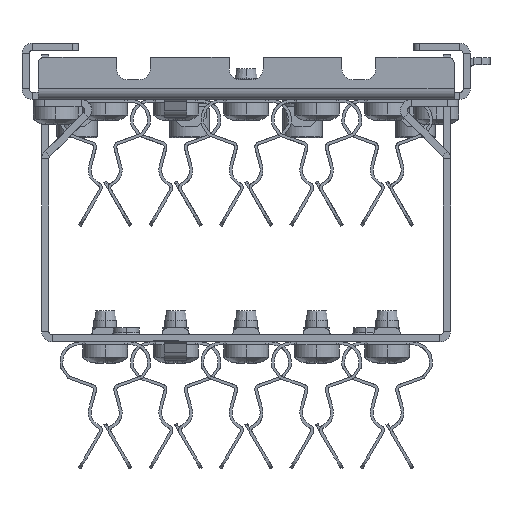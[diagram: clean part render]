
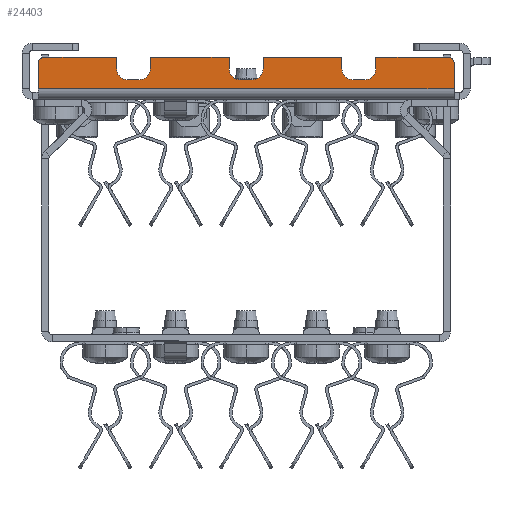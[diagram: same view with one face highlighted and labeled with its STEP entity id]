
A CAD part, front view. The second image highlights one B-rep face of the part: STEP entity #24403.
In plain terms, the highlighted face is planar.
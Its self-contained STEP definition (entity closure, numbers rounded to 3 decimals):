
#18326=DIRECTION('',(-1.,0.,0.));
#18327=VECTOR('',#18326,73.75);
#18328=CARTESIAN_POINT('',(36.875,61.125,-1.875));
#18329=LINE('',#18328,#18327);
#18344=DIRECTION('',(1.,0.,0.));
#18345=VECTOR('',#18344,2.);
#18346=CARTESIAN_POINT('',(-21.,61.125,-3.5));
#18347=LINE('',#18346,#18345);
#18348=CARTESIAN_POINT('',(-19.,61.125,-5.5));
#18349=DIRECTION('',(0.,-1.,0.));
#18350=DIRECTION('',(1.,0.,0.));
#18351=AXIS2_PLACEMENT_3D('',#18348,#18349,#18350);
#18353=DIRECTION('',(0.,0.,1.));
#18354=VECTOR('',#18353,2.);
#18355=CARTESIAN_POINT('',(-17.,61.125,-7.5));
#18356=LINE('',#18355,#18354);
#18357=DIRECTION('',(1.,0.,0.));
#18358=VECTOR('',#18357,14.);
#18359=CARTESIAN_POINT('',(-17.,61.125,-7.5));
#18360=LINE('',#18359,#18358);
#18361=DIRECTION('',(0.,0.,1.));
#18362=VECTOR('',#18361,2.);
#18363=CARTESIAN_POINT('',(-3.,61.125,-7.5));
#18364=LINE('',#18363,#18362);
#18365=CARTESIAN_POINT('',(-1.,61.125,-5.5));
#18366=DIRECTION('',(0.,-1.,0.));
#18367=DIRECTION('',(0.,0.,1.));
#18368=AXIS2_PLACEMENT_3D('',#18365,#18366,#18367);
#18370=DIRECTION('',(1.,0.,0.));
#18371=VECTOR('',#18370,2.);
#18372=CARTESIAN_POINT('',(-1.,61.125,-3.5));
#18373=LINE('',#18372,#18371);
#18374=CARTESIAN_POINT('',(1.,61.125,-5.5));
#18375=DIRECTION('',(0.,-1.,0.));
#18376=DIRECTION('',(1.,0.,0.));
#18377=AXIS2_PLACEMENT_3D('',#18374,#18375,#18376);
#18379=DIRECTION('',(0.,0.,1.));
#18380=VECTOR('',#18379,2.);
#18381=CARTESIAN_POINT('',(3.,61.125,-7.5));
#18382=LINE('',#18381,#18380);
#18383=DIRECTION('',(1.,0.,0.));
#18384=VECTOR('',#18383,14.);
#18385=CARTESIAN_POINT('',(3.,61.125,-7.5));
#18386=LINE('',#18385,#18384);
#18387=DIRECTION('',(0.,0.,1.));
#18388=VECTOR('',#18387,2.);
#18389=CARTESIAN_POINT('',(17.,61.125,-7.5));
#18390=LINE('',#18389,#18388);
#18391=CARTESIAN_POINT('',(19.,61.125,-5.5));
#18392=DIRECTION('',(0.,-1.,0.));
#18393=DIRECTION('',(0.,0.,1.));
#18394=AXIS2_PLACEMENT_3D('',#18391,#18392,#18393);
#18396=DIRECTION('',(1.,0.,0.));
#18397=VECTOR('',#18396,2.);
#18398=CARTESIAN_POINT('',(19.,61.125,-3.5));
#18399=LINE('',#18398,#18397);
#18400=CARTESIAN_POINT('',(21.,61.125,-5.5));
#18401=DIRECTION('',(0.,-1.,0.));
#18402=DIRECTION('',(1.,0.,0.));
#18403=AXIS2_PLACEMENT_3D('',#18400,#18401,#18402);
#18405=DIRECTION('',(0.,0.,1.));
#18406=VECTOR('',#18405,2.);
#18407=CARTESIAN_POINT('',(23.,61.125,-7.5));
#18408=LINE('',#18407,#18406);
#18409=DIRECTION('',(1.,0.,0.));
#18410=VECTOR('',#18409,12.875);
#18411=CARTESIAN_POINT('',(23.,61.125,-7.5));
#18412=LINE('',#18411,#18410);
#18413=CARTESIAN_POINT('',(35.875,61.125,-6.5));
#18414=DIRECTION('',(0.,1.,0.));
#18415=DIRECTION('',(1.,0.,0.));
#18416=AXIS2_PLACEMENT_3D('',#18413,#18414,#18415);
#18418=DIRECTION('',(0.,0.,1.));
#18419=VECTOR('',#18418,4.625);
#18420=CARTESIAN_POINT('',(36.875,61.125,-6.5));
#18421=LINE('',#18420,#18419);
#18422=DIRECTION('',(0.,0.,-1.));
#18423=VECTOR('',#18422,4.625);
#18424=CARTESIAN_POINT('',(-36.875,61.125,-1.875));
#18425=LINE('',#18424,#18423);
#18426=CARTESIAN_POINT('',(-35.875,61.125,-6.5));
#18427=DIRECTION('',(0.,1.,0.));
#18428=DIRECTION('',(0.,0.,-1.));
#18429=AXIS2_PLACEMENT_3D('',#18426,#18427,#18428);
#18431=DIRECTION('',(1.,0.,0.));
#18432=VECTOR('',#18431,12.875);
#18433=CARTESIAN_POINT('',(-35.875,61.125,-7.5));
#18434=LINE('',#18433,#18432);
#18435=DIRECTION('',(0.,0.,1.));
#18436=VECTOR('',#18435,2.);
#18437=CARTESIAN_POINT('',(-23.,61.125,-7.5));
#18438=LINE('',#18437,#18436);
#18439=CARTESIAN_POINT('',(-21.,61.125,-5.5));
#18440=DIRECTION('',(0.,-1.,0.));
#18441=DIRECTION('',(0.,0.,1.));
#18442=AXIS2_PLACEMENT_3D('',#18439,#18440,#18441);
#22154=CARTESIAN_POINT('',(36.875,61.125,-6.5));
#22155=CARTESIAN_POINT('',(35.875,61.125,-7.5));
#22156=VERTEX_POINT('',#22154);
#22157=VERTEX_POINT('',#22155);
#22162=CARTESIAN_POINT('',(-35.875,61.125,-7.5));
#22163=CARTESIAN_POINT('',(-36.875,61.125,-6.5));
#22164=VERTEX_POINT('',#22162);
#22165=VERTEX_POINT('',#22163);
#22258=CARTESIAN_POINT('',(-36.875,61.125,-1.875));
#22259=VERTEX_POINT('',#22258);
#22260=CARTESIAN_POINT('',(36.875,61.125,-1.875));
#22261=VERTEX_POINT('',#22260);
#22830=CARTESIAN_POINT('',(-21.,61.125,-3.5));
#22831=CARTESIAN_POINT('',(-19.,61.125,-3.5));
#22832=VERTEX_POINT('',#22830);
#22833=VERTEX_POINT('',#22831);
#22834=CARTESIAN_POINT('',(-17.,61.125,-5.5));
#22835=VERTEX_POINT('',#22834);
#22836=CARTESIAN_POINT('',(-17.,61.125,-7.5));
#22837=VERTEX_POINT('',#22836);
#22838=CARTESIAN_POINT('',(-23.,61.125,-7.5));
#22839=CARTESIAN_POINT('',(-23.,61.125,-5.5));
#22840=VERTEX_POINT('',#22838);
#22841=VERTEX_POINT('',#22839);
#22842=CARTESIAN_POINT('',(-1.,61.125,-3.5));
#22843=CARTESIAN_POINT('',(1.,61.125,-3.5));
#22844=VERTEX_POINT('',#22842);
#22845=VERTEX_POINT('',#22843);
#22846=CARTESIAN_POINT('',(3.,61.125,-5.5));
#22847=VERTEX_POINT('',#22846);
#22848=CARTESIAN_POINT('',(3.,61.125,-7.5));
#22849=VERTEX_POINT('',#22848);
#22850=CARTESIAN_POINT('',(-3.,61.125,-7.5));
#22851=CARTESIAN_POINT('',(-3.,61.125,-5.5));
#22852=VERTEX_POINT('',#22850);
#22853=VERTEX_POINT('',#22851);
#22854=CARTESIAN_POINT('',(19.,61.125,-3.5));
#22855=CARTESIAN_POINT('',(21.,61.125,-3.5));
#22856=VERTEX_POINT('',#22854);
#22857=VERTEX_POINT('',#22855);
#22858=CARTESIAN_POINT('',(23.,61.125,-5.5));
#22859=VERTEX_POINT('',#22858);
#22860=CARTESIAN_POINT('',(23.,61.125,-7.5));
#22861=VERTEX_POINT('',#22860);
#22862=CARTESIAN_POINT('',(17.,61.125,-7.5));
#22863=CARTESIAN_POINT('',(17.,61.125,-5.5));
#22864=VERTEX_POINT('',#22862);
#22865=VERTEX_POINT('',#22863);
#24349=CARTESIAN_POINT('',(-37.875,61.125,0.));
#24350=DIRECTION('',(0.,-1.,0.));
#24351=DIRECTION('',(-1.,0.,0.));
#24352=AXIS2_PLACEMENT_3D('',#24349,#24350,#24351);
#24353=PLANE('',#24352);
#24355=ORIENTED_EDGE('',*,*,#24354,.T.);
#24357=ORIENTED_EDGE('',*,*,#24356,.F.);
#24359=ORIENTED_EDGE('',*,*,#24358,.F.);
#24361=ORIENTED_EDGE('',*,*,#24360,.T.);
#24363=ORIENTED_EDGE('',*,*,#24362,.T.);
#24365=ORIENTED_EDGE('',*,*,#24364,.F.);
#24367=ORIENTED_EDGE('',*,*,#24366,.T.);
#24369=ORIENTED_EDGE('',*,*,#24368,.F.);
#24371=ORIENTED_EDGE('',*,*,#24370,.F.);
#24373=ORIENTED_EDGE('',*,*,#24372,.T.);
#24375=ORIENTED_EDGE('',*,*,#24374,.T.);
#24377=ORIENTED_EDGE('',*,*,#24376,.F.);
#24379=ORIENTED_EDGE('',*,*,#24378,.T.);
#24381=ORIENTED_EDGE('',*,*,#24380,.F.);
#24383=ORIENTED_EDGE('',*,*,#24382,.F.);
#24385=ORIENTED_EDGE('',*,*,#24384,.T.);
#24387=ORIENTED_EDGE('',*,*,#24386,.F.);
#24389=ORIENTED_EDGE('',*,*,#24388,.T.);
#24390=ORIENTED_EDGE('',*,*,#24340,.T.);
#24392=ORIENTED_EDGE('',*,*,#24391,.T.);
#24394=ORIENTED_EDGE('',*,*,#24393,.F.);
#24396=ORIENTED_EDGE('',*,*,#24395,.T.);
#24398=ORIENTED_EDGE('',*,*,#24397,.T.);
#24400=ORIENTED_EDGE('',*,*,#24399,.F.);
#24401=EDGE_LOOP('',(#24355,#24357,#24359,#24361,#24363,#24365,#24367,#24369,
#24371,#24373,#24375,#24377,#24379,#24381,#24383,#24385,#24387,#24389,#24390,
#24392,#24394,#24396,#24398,#24400));
#24402=FACE_OUTER_BOUND('',#24401,.F.);
#24403=ADVANCED_FACE('',(#24402),#24353,.F.);
#18352=CIRCLE('',#18351,2.);
#18369=CIRCLE('',#18368,2.);
#18378=CIRCLE('',#18377,2.);
#18395=CIRCLE('',#18394,2.);
#18404=CIRCLE('',#18403,2.);
#18417=CIRCLE('',#18416,1.);
#18430=CIRCLE('',#18429,1.);
#18443=CIRCLE('',#18442,2.);
#24340=EDGE_CURVE('',#22261,#22259,#18329,.T.);
#24354=EDGE_CURVE('',#22832,#22833,#18347,.T.);
#24356=EDGE_CURVE('',#22835,#22833,#18352,.T.);
#24358=EDGE_CURVE('',#22837,#22835,#18356,.T.);
#24360=EDGE_CURVE('',#22837,#22852,#18360,.T.);
#24362=EDGE_CURVE('',#22852,#22853,#18364,.T.);
#24364=EDGE_CURVE('',#22844,#22853,#18369,.T.);
#24366=EDGE_CURVE('',#22844,#22845,#18373,.T.);
#24368=EDGE_CURVE('',#22847,#22845,#18378,.T.);
#24370=EDGE_CURVE('',#22849,#22847,#18382,.T.);
#24372=EDGE_CURVE('',#22849,#22864,#18386,.T.);
#24374=EDGE_CURVE('',#22864,#22865,#18390,.T.);
#24376=EDGE_CURVE('',#22856,#22865,#18395,.T.);
#24378=EDGE_CURVE('',#22856,#22857,#18399,.T.);
#24380=EDGE_CURVE('',#22859,#22857,#18404,.T.);
#24382=EDGE_CURVE('',#22861,#22859,#18408,.T.);
#24384=EDGE_CURVE('',#22861,#22157,#18412,.T.);
#24386=EDGE_CURVE('',#22156,#22157,#18417,.T.);
#24388=EDGE_CURVE('',#22156,#22261,#18421,.T.);
#24391=EDGE_CURVE('',#22259,#22165,#18425,.T.);
#24393=EDGE_CURVE('',#22164,#22165,#18430,.T.);
#24395=EDGE_CURVE('',#22164,#22840,#18434,.T.);
#24397=EDGE_CURVE('',#22840,#22841,#18438,.T.);
#24399=EDGE_CURVE('',#22832,#22841,#18443,.T.);
